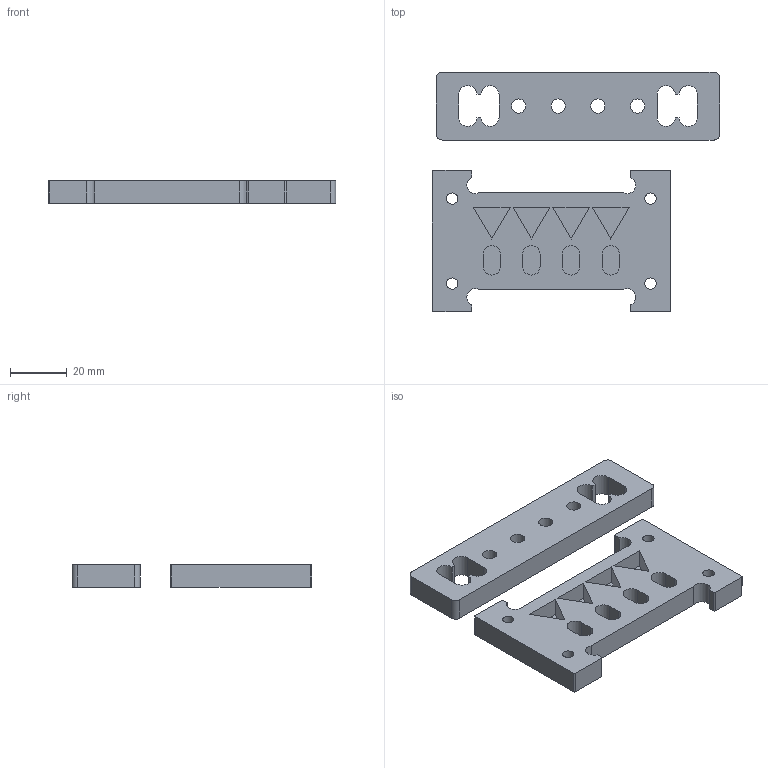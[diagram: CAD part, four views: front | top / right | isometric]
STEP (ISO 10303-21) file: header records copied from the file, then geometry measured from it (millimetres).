
FILE_DESCRIPTION(/* description */ (''),/* implementation_level */ '2;1');
FILE_NAME(/* name */ '5mm_deep_thread_testx2x4.step',/* time_stamp */ '2018-01-17T11:22:42+01:00',/* author */ ('jaknil'),/* organization */ (''),/* preprocessor_version */ 'ST-DEVELOPER v16.13',/* originating_system */ 'Autodesk Translation Framework v6.5.0.72',/* authorisation */ '');
FILE_SCHEMA (('AUTOMOTIVE_DESIGN { 1 0 10303 214 3 1 1 }'));
Length unit declared in the file: millimetre
Products named in the file (4): thread; layout; drill; guide
Assembly tree (3 placements, depth 3):
  thread
    layout
      drill
      guide
Bounding box: 101.45 x 84.69 x 8 mm (x, y, z)
Volume: 38133.4 mm3; surface area: 18339.6 mm2
Topology: 2 solids, 2 shells, 96 faces, 252 edges, 168 vertices
Faces by surface type: plane 56, cylinder 40
Full cylindrical faces by diameter (mm): 4 x4, 5 x4
Entity records: 3121 total; most frequent: DIRECTION 538, CARTESIAN_POINT 523, ORIENTED_EDGE 504, EDGE_CURVE 252, AXIS2_PLACEMENT_3D 183, LINE 172, VECTOR 172, VERTEX_POINT 168
